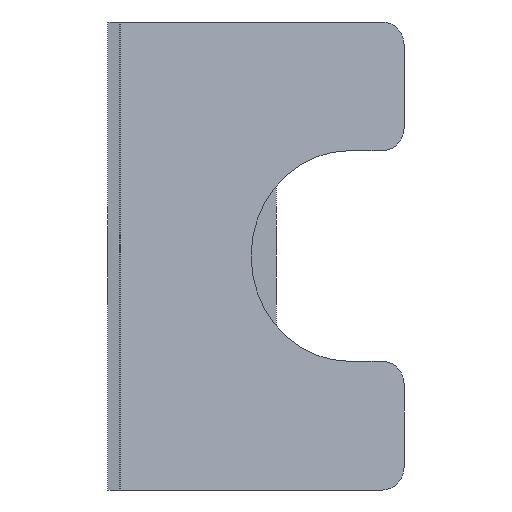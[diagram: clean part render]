
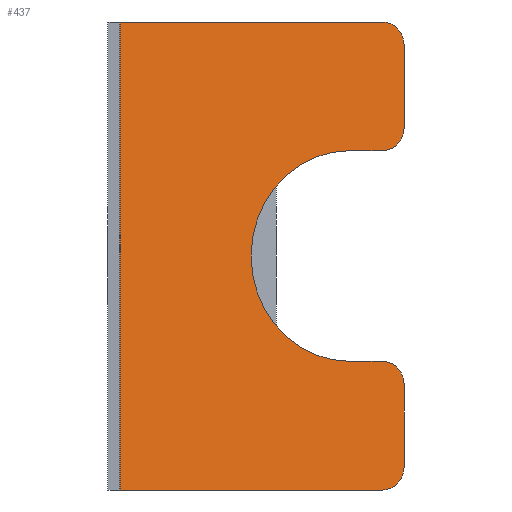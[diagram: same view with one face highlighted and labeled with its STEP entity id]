
A CAD part, left-side view. The second image highlights one B-rep face of the part: STEP entity #437.
In plain terms, the highlighted planar face has unit normal (-0.934, -0.357, 0).
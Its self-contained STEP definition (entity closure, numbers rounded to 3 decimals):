
#19=CIRCLE($,#456,1.);
#21=CIRCLE($,#460,1.);
#23=CIRCLE($,#464,4.5);
#25=CIRCLE($,#468,1.);
#27=CIRCLE($,#472,1.);
#54=FACE_OUTER_BOUND($,#77,.T.);
#77=EDGE_LOOP($,(#332,#333,#334,#335,#336,#337,#338,#339,#340,#341,#342,
#343));
#95=LINE($,#631,#140);
#99=LINE($,#643,#144);
#103=LINE($,#655,#148);
#107=LINE($,#667,#152);
#111=LINE($,#679,#156);
#115=LINE($,#691,#160);
#118=LINE($,#695,#163);
#140=VECTOR($,#500,12.);
#144=VECTOR($,#512,3.5);
#148=VECTOR($,#524,1.5);
#152=VECTOR($,#536,1.5);
#156=VECTOR($,#548,3.5);
#160=VECTOR($,#560,12.);
#163=VECTOR($,#565,20.);
#185=VERTEX_POINT($,#628);
#186=VERTEX_POINT($,#630);
#188=VERTEX_POINT($,#636);
#190=VERTEX_POINT($,#642);
#192=VERTEX_POINT($,#648);
#194=VERTEX_POINT($,#654);
#196=VERTEX_POINT($,#660);
#198=VERTEX_POINT($,#666);
#200=VERTEX_POINT($,#672);
#202=VERTEX_POINT($,#678);
#204=VERTEX_POINT($,#684);
#206=VERTEX_POINT($,#690);
#225=EDGE_CURVE($,#186,#185,#95,.T.);
#228=EDGE_CURVE($,#188,#186,#19,.T.);
#231=EDGE_CURVE($,#190,#188,#99,.T.);
#234=EDGE_CURVE($,#192,#190,#21,.T.);
#237=EDGE_CURVE($,#194,#192,#103,.T.);
#240=EDGE_CURVE($,#196,#194,#23,.T.);
#243=EDGE_CURVE($,#198,#196,#107,.T.);
#246=EDGE_CURVE($,#200,#198,#25,.T.);
#249=EDGE_CURVE($,#202,#200,#111,.T.);
#252=EDGE_CURVE($,#204,#202,#27,.T.);
#255=EDGE_CURVE($,#206,#204,#115,.T.);
#258=EDGE_CURVE($,#185,#206,#118,.T.);
#332=ORIENTED_EDGE($,*,*,#258,.T.);
#333=ORIENTED_EDGE($,*,*,#255,.T.);
#334=ORIENTED_EDGE($,*,*,#252,.T.);
#335=ORIENTED_EDGE($,*,*,#249,.T.);
#336=ORIENTED_EDGE($,*,*,#246,.T.);
#337=ORIENTED_EDGE($,*,*,#243,.T.);
#338=ORIENTED_EDGE($,*,*,#240,.T.);
#339=ORIENTED_EDGE($,*,*,#237,.T.);
#340=ORIENTED_EDGE($,*,*,#234,.T.);
#341=ORIENTED_EDGE($,*,*,#231,.T.);
#342=ORIENTED_EDGE($,*,*,#228,.T.);
#343=ORIENTED_EDGE($,*,*,#225,.T.);
#415=PLANE($,#475);
#437=ADVANCED_FACE($,(#54),#415,.T.);
#456=AXIS2_PLACEMENT_3D($,#637,#506,#507);
#460=AXIS2_PLACEMENT_3D($,#649,#518,#519);
#464=AXIS2_PLACEMENT_3D($,#661,#530,#531);
#468=AXIS2_PLACEMENT_3D($,#673,#542,#543);
#472=AXIS2_PLACEMENT_3D($,#685,#554,#555);
#475=AXIS2_PLACEMENT_3D($,#696,#566,#567);
#500=DIRECTION($,(-0.358,0.934,0.));
#506=DIRECTION('center_axis',(-0.934,-0.358,0.));
#507=DIRECTION('ref_axis',(0.358,-0.934,0.));
#512=DIRECTION($,(0.,0.,1.));
#518=DIRECTION('center_axis',(-0.934,-0.358,0.));
#519=DIRECTION('ref_axis',(0.,0.,-1.));
#524=DIRECTION($,(0.358,-0.934,0.));
#530=DIRECTION('center_axis',(0.934,0.358,0.));
#531=DIRECTION('ref_axis',(0.,0.,-1.));
#536=DIRECTION($,(-0.358,0.934,0.));
#542=DIRECTION('center_axis',(-0.934,-0.358,0.));
#543=DIRECTION('ref_axis',(0.358,-0.934,0.));
#548=DIRECTION($,(0.,0.,1.));
#554=DIRECTION('center_axis',(-0.934,-0.358,0.));
#555=DIRECTION('ref_axis',(0.,0.,-1.));
#560=DIRECTION($,(0.358,-0.934,0.));
#565=DIRECTION($,(0.,0.,-1.));
#566=DIRECTION('center_axis',(-0.934,-0.358,0.));
#567=DIRECTION('ref_axis',(0.,0.,1.));
#628=CARTESIAN_POINT('',(-6.797,-0.518,10.));
#630=CARTESIAN_POINT('',(-2.507,-11.725,10.));
#631=CARTESIAN_POINT($,(-2.507,-11.725,10.));
#636=CARTESIAN_POINT('',(-2.149,-12.659,9.));
#637=CARTESIAN_POINT('Origin',(-2.507,-11.725,9.));
#642=CARTESIAN_POINT('',(-2.149,-12.659,5.5));
#643=CARTESIAN_POINT($,(-2.149,-12.659,5.5));
#648=CARTESIAN_POINT('',(-2.507,-11.725,4.5));
#649=CARTESIAN_POINT('Origin',(-2.507,-11.725,5.5));
#654=CARTESIAN_POINT('',(-3.043,-10.324,4.5));
#655=CARTESIAN_POINT($,(-3.043,-10.324,4.5));
#660=CARTESIAN_POINT('',(-3.043,-10.324,-4.5));
#661=CARTESIAN_POINT('Origin',(-3.043,-10.324,0.));
#666=CARTESIAN_POINT('',(-2.507,-11.725,-4.5));
#667=CARTESIAN_POINT($,(-2.507,-11.725,-4.5));
#672=CARTESIAN_POINT('',(-2.149,-12.659,-5.5));
#673=CARTESIAN_POINT('Origin',(-2.507,-11.725,-5.5));
#678=CARTESIAN_POINT('',(-2.149,-12.659,-9.));
#679=CARTESIAN_POINT($,(-2.149,-12.659,-9.));
#684=CARTESIAN_POINT('',(-2.507,-11.725,-10.));
#685=CARTESIAN_POINT('Origin',(-2.507,-11.725,-9.));
#690=CARTESIAN_POINT('',(-6.797,-0.518,-10.));
#691=CARTESIAN_POINT($,(-6.797,-0.518,-10.));
#695=CARTESIAN_POINT($,(-6.797,-0.518,10.));
#696=CARTESIAN_POINT('Origin',(-4.686,-6.032,0.));
